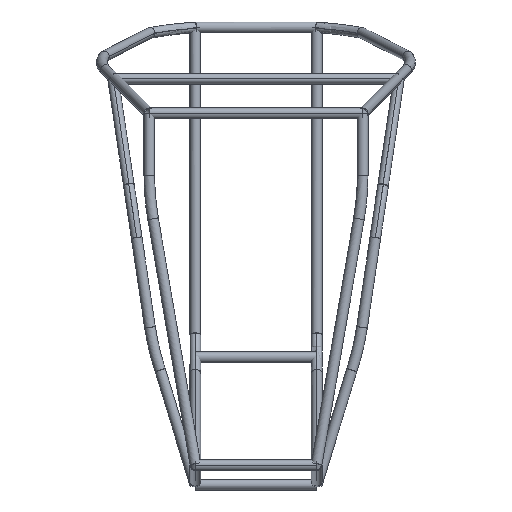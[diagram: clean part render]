
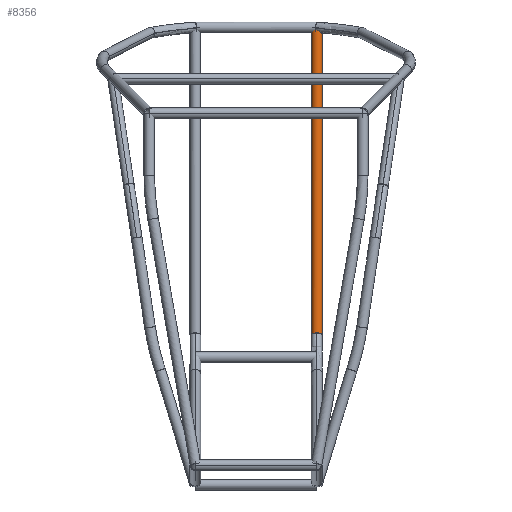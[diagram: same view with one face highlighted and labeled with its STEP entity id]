
A CAD part, front view. The second image highlights one B-rep face of the part: STEP entity #8356.
In plain terms, the highlighted cylindrical face has radius 6.35 mm (diameter 12.7 mm), a partial arc.
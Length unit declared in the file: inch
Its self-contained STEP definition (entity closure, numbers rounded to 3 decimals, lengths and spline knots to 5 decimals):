
#183 = AXIS2_PLACEMENT_3D ( 'NONE', #5382, #6885, #8332 ) ;
#287 =( BOUNDED_CURVE ( )  B_SPLINE_CURVE ( 3, ( #4350, #5765, #8704, #3670 ),
 .UNSPECIFIED., .F., .T. ) 
 B_SPLINE_CURVE_WITH_KNOTS ( ( 4, 4 ),
 ( 4.71239, 7.85398 ),
 .UNSPECIFIED. ) 
 CURVE ( )  GEOMETRIC_REPRESENTATION_ITEM ( )  RATIONAL_B_SPLINE_CURVE ( ( 1., 0.333, 0.333, 1. ) ) 
 REPRESENTATION_ITEM ( '' )  );
#583 = CARTESIAN_POINT ( 'NONE',  ( 2.5952, 22.83072, -10.36909 ) ) ;
#635 = LINE ( 'NONE', #583, #2544 ) ;
#637 = ORIENTED_EDGE ( 'NONE', *, *, #3907, .T. ) ;
#712 = CARTESIAN_POINT ( 'NONE',  ( 3.0952, 22.83072, -10.36909 ) ) ;
#893 = CARTESIAN_POINT ( 'NONE',  ( 3.0952, 22.83072, -10.36909 ) ) ;
#1353 = ORIENTED_EDGE ( 'NONE', *, *, #5822, .F. ) ;
#1685 = DIRECTION ( 'NONE',  ( 0., 0., -1. ) ) ;
#2431 = CYLINDRICAL_SURFACE ( 'NONE', #183, 0.25 ) ;
#2544 = VECTOR ( 'NONE', #3521, 39.37008 ) ;
#3161 = FACE_OUTER_BOUND ( 'NONE', #5135, .T. ) ;
#3378 = EDGE_CURVE ( 'NONE', #5512, #7059, #635, .T. ) ;
#3521 = DIRECTION ( 'NONE',  ( 0., 0., 1. ) ) ;
#3670 = CARTESIAN_POINT ( 'NONE',  ( 2.5952, 22.83072, -10.36909 ) ) ;
#3907 = EDGE_CURVE ( 'NONE', #6319, #4516, #9569, .T. ) ;
#4187 = AXIS2_PLACEMENT_3D ( 'NONE', #4617, #1685, #6177 ) ;
#4350 = CARTESIAN_POINT ( 'NONE',  ( 3.0952, 22.83072, -10.36909 ) ) ;
#4405 = VECTOR ( 'NONE', #4437, 39.37008 ) ;
#4437 = DIRECTION ( 'NONE',  ( 0., 0., 1. ) ) ;
#4516 = VERTEX_POINT ( 'NONE', #4847 ) ;
#4617 = CARTESIAN_POINT ( 'NONE',  ( 2.8452, 22.83072, 4.02567 ) ) ;
#4681 = CARTESIAN_POINT ( 'NONE',  ( 2.5952, 22.83072, 4.02567 ) ) ;
#4847 = CARTESIAN_POINT ( 'NONE',  ( 3.0952, 22.83072, 4.02567 ) ) ;
#5135 = EDGE_LOOP ( 'NONE', ( #8771, #1353, #637, #5596 ) ) ;
#5382 = CARTESIAN_POINT ( 'NONE',  ( 2.8452, 22.83072, -10.36909 ) ) ;
#5512 = VERTEX_POINT ( 'NONE', #5831 ) ;
#5596 = ORIENTED_EDGE ( 'NONE', *, *, #8613, .T. ) ;
#5765 = CARTESIAN_POINT ( 'NONE',  ( 3.0952, 22.33072, -10.22439 ) ) ;
#5822 = EDGE_CURVE ( 'NONE', #6319, #5512, #287, .T. ) ;
#5831 = CARTESIAN_POINT ( 'NONE',  ( 2.5952, 22.83072, -10.36909 ) ) ;
#6177 = DIRECTION ( 'NONE',  ( -1., 0., 0. ) ) ;
#6319 = VERTEX_POINT ( 'NONE', #712 ) ;
#6885 = DIRECTION ( 'NONE',  ( 0., 0., 1. ) ) ;
#6974 = CIRCLE ( 'NONE', #4187, 0.25 ) ;
#7059 = VERTEX_POINT ( 'NONE', #4681 ) ;
#8332 = DIRECTION ( 'NONE',  ( 1., 0., 0. ) ) ;
#8356 = ADVANCED_FACE ( 'NONE', ( #3161 ), #2431, .T. ) ;
#8613 = EDGE_CURVE ( 'NONE', #4516, #7059, #6974, .T. ) ;
#8704 = CARTESIAN_POINT ( 'NONE',  ( 2.5952, 22.33072, -10.22439 ) ) ;
#8771 = ORIENTED_EDGE ( 'NONE', *, *, #3378, .F. ) ;
#9569 = LINE ( 'NONE', #893, #4405 ) ;
